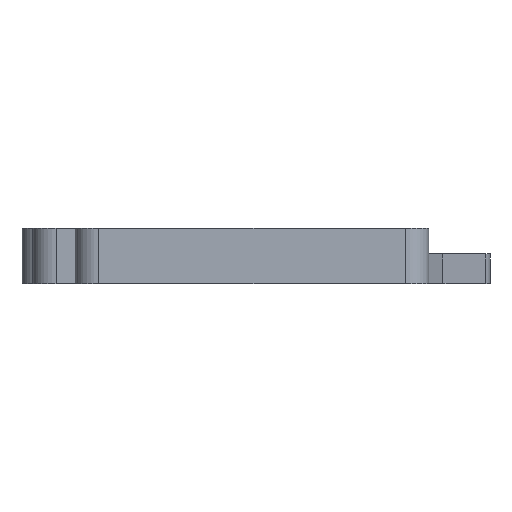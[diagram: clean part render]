
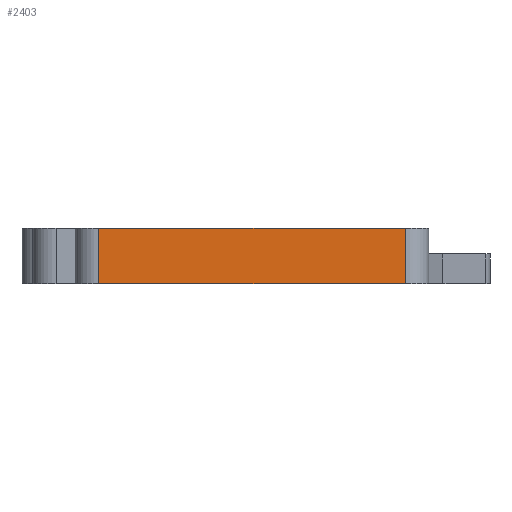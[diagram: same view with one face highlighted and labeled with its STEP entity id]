
A CAD part, left-side view. The second image highlights one B-rep face of the part: STEP entity #2403.
In plain terms, the highlighted planar face has unit normal (-1, 0, 0).
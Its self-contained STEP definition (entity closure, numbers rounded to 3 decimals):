
#166=FACE_OUTER_BOUND('',#329,.T.);
#329=EDGE_LOOP('',(#1828,#1829,#1830,#1831));
#581=LINE('',#3719,#802);
#627=LINE('',#3891,#848);
#628=LINE('',#3894,#849);
#629=LINE('',#3895,#850);
#802=VECTOR('',#2926,10.);
#848=VECTOR('',#3134,10.);
#849=VECTOR('',#3137,10.);
#850=VECTOR('',#3138,10.);
#1071=VERTEX_POINT('',#3716);
#1072=VERTEX_POINT('',#3718);
#1117=VERTEX_POINT('',#3889);
#1118=VERTEX_POINT('',#3893);
#1305=EDGE_CURVE('',#1071,#1072,#581,.T.);
#1385=EDGE_CURVE('',#1071,#1117,#627,.T.);
#1386=EDGE_CURVE('',#1118,#1117,#628,.T.);
#1387=EDGE_CURVE('',#1072,#1118,#629,.T.);
#1828=ORIENTED_EDGE('',*,*,#1385,.T.);
#1829=ORIENTED_EDGE('',*,*,#1386,.F.);
#1830=ORIENTED_EDGE('',*,*,#1387,.F.);
#1831=ORIENTED_EDGE('',*,*,#1305,.F.);
#2302=PLANE('',#2639);
#2403=ADVANCED_FACE('',(#166),#2302,.T.);
#2639=AXIS2_PLACEMENT_3D('',#3892,#3135,#3136);
#2926=DIRECTION('',(0.,1.,0.));
#3134=DIRECTION('',(0.,0.,1.));
#3135=DIRECTION('center_axis',(-1.,0.,0.));
#3136=DIRECTION('ref_axis',(0.,1.,0.));
#3137=DIRECTION('',(0.,-1.,0.));
#3138=DIRECTION('',(0.,0.,1.));
#3716=CARTESIAN_POINT('',(-66.012,-35.158,-5.49));
#3718=CARTESIAN_POINT('',(-66.012,37.042,-5.49));
#3719=CARTESIAN_POINT('',(-66.012,37.042,-5.49));
#3889=CARTESIAN_POINT('',(-66.012,-35.158,7.51));
#3891=CARTESIAN_POINT('',(-66.012,-35.158,1.51));
#3892=CARTESIAN_POINT('Origin',(-66.012,-35.158,1.51));
#3893=CARTESIAN_POINT('',(-66.012,37.042,7.51));
#3894=CARTESIAN_POINT('',(-66.012,37.042,7.51));
#3895=CARTESIAN_POINT('',(-66.012,37.042,1.51));
